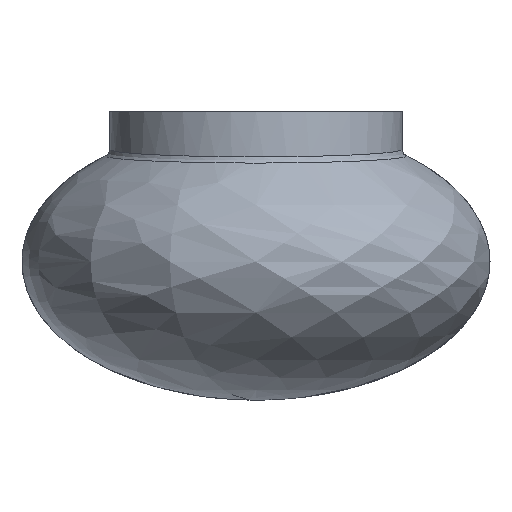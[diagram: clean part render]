
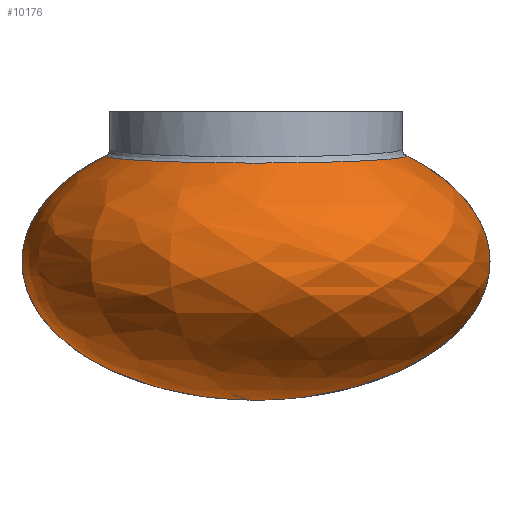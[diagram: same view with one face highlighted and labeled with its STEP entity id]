
A CAD part, left-side view. The second image highlights one B-rep face of the part: STEP entity #10176.
In plain terms, the highlighted free-form (B-spline) face has degree [2, 2] with [5, 5] control points.
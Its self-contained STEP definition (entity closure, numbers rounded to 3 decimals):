
#9873=CARTESIAN_POINT('',(-36.437,12.313,5.306));
#9874=VERTEX_POINT('',#9873);
#9882=CARTESIAN_POINT('',(-36.437,-8.742,5.306));
#9883=VERTEX_POINT('',#9882);
#9884=CARTESIAN_POINT('',(-36.437,12.313,5.306));
#9885=CARTESIAN_POINT('',(-38.489,12.312,5.212));
#9886=CARTESIAN_POINT('',(-40.538,11.697,5.116));
#9887=CARTESIAN_POINT('',(-43.673,9.61,4.967));
#9888=CARTESIAN_POINT('',(-44.846,8.332,4.91));
#9889=CARTESIAN_POINT('',(-46.174,5.909,4.846));
#9890=CARTESIAN_POINT('',(-46.541,4.902,4.828));
#9891=CARTESIAN_POINT('',(-46.887,3.174,4.811));
#9892=CARTESIAN_POINT('',(-46.955,2.483,4.807));
#9893=CARTESIAN_POINT('',(-46.957,0.747,4.807));
#9894=CARTESIAN_POINT('',(-46.798,-0.319,4.815));
#9895=CARTESIAN_POINT('',(-45.985,-2.944,4.855));
#9896=CARTESIAN_POINT('',(-45.083,-4.44,4.899));
#9897=CARTESIAN_POINT('',(-42.39,-7.152,5.028));
#9898=CARTESIAN_POINT('',(-40.388,-8.206,5.123));
#9899=CARTESIAN_POINT('',(-37.655,-8.688,5.25));
#9900=CARTESIAN_POINT('',(-37.043,-8.742,5.278));
#9901=CARTESIAN_POINT('',(-36.437,-8.742,5.306));
#9902=B_SPLINE_CURVE_WITH_KNOTS('',3,(#9884,#9885,#9886,#9887,#9888,#9889,#9890,#9891,#9892,#9893,#9894,#9895,#9896,#9897,#9898,#9899,#9900,#9901),.UNSPECIFIED.,.F.,.U.,(4,2,2,2,2,2,2,2,4),(-3.36,-2.73,-2.215,-1.89,-1.68,-1.358,-0.843,-0.186,0.0),.UNSPECIFIED.);
#9903=EDGE_CURVE('',#9874,#9883,#9902,.T.);
#9981=CARTESIAN_POINT('',(-35.457,-8.742,5.328));
#9982=VERTEX_POINT('',#9981);
#9996=CARTESIAN_POINT('',(-36.437,-8.742,5.306));
#9997=CARTESIAN_POINT('',(-36.396,-8.742,5.308));
#9998=CARTESIAN_POINT('',(-36.355,-8.742,5.31));
#9999=CARTESIAN_POINT('',(-36.249,-8.742,5.314));
#10000=CARTESIAN_POINT('',(-36.184,-8.742,5.316));
#10001=CARTESIAN_POINT('',(-36.014,-8.742,5.321));
#10002=CARTESIAN_POINT('',(-35.91,-8.742,5.324));
#10003=CARTESIAN_POINT('',(-35.689,-8.742,5.327));
#10004=CARTESIAN_POINT('',(-35.573,-8.742,5.328));
#10005=CARTESIAN_POINT('',(-35.457,-8.742,5.328));
#10006=B_SPLINE_CURVE_WITH_KNOTS('',3,(#9996,#9997,#9998,#9999,#10000,#10001,#10002,#10003,#10004,#10005),.UNSPECIFIED.,.F.,.U.,(4,2,2,2,4),(-0.1,-0.088,-0.068,-0.036,0.),.UNSPECIFIED.);
#10007=EDGE_CURVE('',#9883,#9982,#10006,.T.);
#10073=CARTESIAN_POINT('',(-35.457,12.314,5.328));
#10074=VERTEX_POINT('',#10073);
#10086=CARTESIAN_POINT('',(-35.457,12.314,5.328));
#10087=CARTESIAN_POINT('',(-35.573,12.314,5.328));
#10088=CARTESIAN_POINT('',(-35.689,12.314,5.327));
#10089=CARTESIAN_POINT('',(-35.91,12.314,5.324));
#10090=CARTESIAN_POINT('',(-36.014,12.314,5.321));
#10091=CARTESIAN_POINT('',(-36.184,12.314,5.316));
#10092=CARTESIAN_POINT('',(-36.249,12.314,5.314));
#10093=CARTESIAN_POINT('',(-36.355,12.314,5.31));
#10094=CARTESIAN_POINT('',(-36.396,12.313,5.308));
#10095=CARTESIAN_POINT('',(-36.437,12.313,5.306));
#10096=B_SPLINE_CURVE_WITH_KNOTS('',3,(#10086,#10087,#10088,#10089,#10090,#10091,#10092,#10093,#10094,#10095),.UNSPECIFIED.,.F.,.U.,(4,2,2,2,4),(-0.1,-0.065,-0.033,-0.013,0.0),.UNSPECIFIED.);
#10097=EDGE_CURVE('',#10074,#9874,#10096,.T.);
#10104=CARTESIAN_POINT('',(-35.457,12.254,5.358));
#10105=CARTESIAN_POINT('',(-35.457,18.186,2.449));
#10106=CARTESIAN_POINT('',(-35.457,18.186,-2.109));
#10107=CARTESIAN_POINT('',(-35.457,18.186,-11.809));
#10108=CARTESIAN_POINT('',(-35.457,1.786,-11.809));
#10109=CARTESIAN_POINT('',(-45.925,12.254,5.358));
#10110=CARTESIAN_POINT('',(-51.857,18.186,2.449));
#10111=CARTESIAN_POINT('',(-51.857,18.186,-2.109));
#10112=CARTESIAN_POINT('',(-51.857,18.186,-11.809));
#10113=CARTESIAN_POINT('',(-35.457,1.786,-11.809));
#10114=CARTESIAN_POINT('',(-45.925,1.786,5.358));
#10115=CARTESIAN_POINT('',(-51.857,1.786,2.449));
#10116=CARTESIAN_POINT('',(-51.857,1.786,-2.109));
#10117=CARTESIAN_POINT('',(-51.857,1.786,-11.809));
#10118=CARTESIAN_POINT('',(-35.457,1.786,-11.809));
#10119=CARTESIAN_POINT('',(-45.925,-8.682,5.358));
#10120=CARTESIAN_POINT('',(-51.857,-14.614,2.449));
#10121=CARTESIAN_POINT('',(-51.857,-14.614,-2.109));
#10122=CARTESIAN_POINT('',(-51.857,-14.614,-11.809));
#10123=CARTESIAN_POINT('',(-35.457,1.786,-11.809));
#10124=CARTESIAN_POINT('',(-35.457,-8.682,5.358));
#10125=CARTESIAN_POINT('',(-35.457,-14.614,2.449));
#10126=CARTESIAN_POINT('',(-35.457,-14.614,-2.109));
#10127=CARTESIAN_POINT('',(-35.457,-14.614,-11.809));
#10128=CARTESIAN_POINT('',(-35.457,1.786,-11.809));
#10136=(BOUNDED_SURFACE()B_SPLINE_SURFACE(2,2,((#10104,#10109,#10114,#10119,#10124),(#10105,#10110,#10115,#10120,#10125),(#10106,#10111,#10116,#10121,#10126),(#10107,#10112,#10117,#10122,#10127),(#10108,#10113,#10118,#10123,#10128)),.UNSPECIFIED.,.F.,.F.,.U.)B_SPLINE_SURFACE_WITH_KNOTS((3,2,3),(3,2,3),(0.697,1.571,3.142),(0.0,1.571,3.142),.UNSPECIFIED.)GEOMETRIC_REPRESENTATION_ITEM()RATIONAL_B_SPLINE_SURFACE(((0.855,0.605,0.855,0.605,0.855),(0.837,0.592,0.837,0.592,0.837),(1.0,0.707,1.0,0.707,1.0),(0.707,0.5,0.707,0.5,0.707),(1.0,0.707,1.0,0.707,1.0)))REPRESENTATION_ITEM('')SURFACE());
#10137=ORIENTED_EDGE('',*,*,#10007,.F.);
#10138=ORIENTED_EDGE('',*,*,#9903,.F.);
#10139=ORIENTED_EDGE('',*,*,#10097,.F.);
#10140=CARTESIAN_POINT('',(-35.457,12.036,-9.681));
#10141=VERTEX_POINT('',#10140);
#10142=CARTESIAN_POINT('',(-35.457,1.786,-2.109));
#10143=DIRECTION('',(-1.0,0.0,0.0));
#10144=DIRECTION('',(0.0,0.0,1.0));
#10145=AXIS2_PLACEMENT_3D('',#10142,#10143,#10144);
#10146=ELLIPSE('',#10145,9.7,16.4);
#10147=EDGE_CURVE('',#10074,#10141,#10146,.T.);
#10148=ORIENTED_EDGE('',*,*,#10147,.T.);
#10149=CARTESIAN_POINT('',(-35.457,1.786,-11.809));
#10150=VERTEX_POINT('',#10149);
#10151=CARTESIAN_POINT('',(-35.457,1.786,-2.109));
#10152=DIRECTION('',(-1.0,0.0,0.0));
#10153=DIRECTION('',(0.0,0.0,1.0));
#10154=AXIS2_PLACEMENT_3D('',#10151,#10152,#10153);
#10155=ELLIPSE('',#10154,9.7,16.4);
#10156=EDGE_CURVE('',#10141,#10150,#10155,.T.);
#10157=ORIENTED_EDGE('',*,*,#10156,.T.);
#10158=CARTESIAN_POINT('',(-35.457,-8.464,-9.681));
#10159=VERTEX_POINT('',#10158);
#10160=CARTESIAN_POINT('',(-35.457,1.786,-2.109));
#10161=DIRECTION('',(-1.0,0.0,0.0));
#10162=DIRECTION('',(0.0,0.0,1.0));
#10163=AXIS2_PLACEMENT_3D('',#10160,#10161,#10162);
#10164=ELLIPSE('',#10163,9.7,16.4);
#10165=EDGE_CURVE('',#10150,#10159,#10164,.T.);
#10166=ORIENTED_EDGE('',*,*,#10165,.T.);
#10167=CARTESIAN_POINT('',(-35.457,1.786,-2.109));
#10168=DIRECTION('',(-1.0,0.0,0.0));
#10169=DIRECTION('',(0.0,0.0,1.0));
#10170=AXIS2_PLACEMENT_3D('',#10167,#10168,#10169);
#10171=ELLIPSE('',#10170,9.7,16.4);
#10172=EDGE_CURVE('',#10159,#9982,#10171,.T.);
#10173=ORIENTED_EDGE('',*,*,#10172,.T.);
#10174=EDGE_LOOP('',(#10137,#10138,#10139,#10148,#10157,#10166,#10173));
#10175=FACE_OUTER_BOUND('',#10174,.T.);
#10176=ADVANCED_FACE('',(#10175),#10136,.T.);
